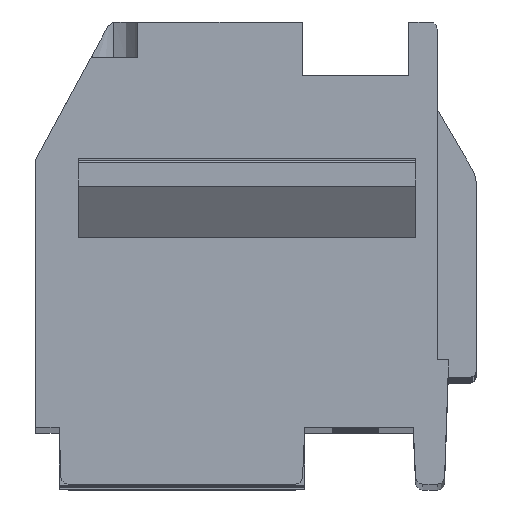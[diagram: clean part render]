
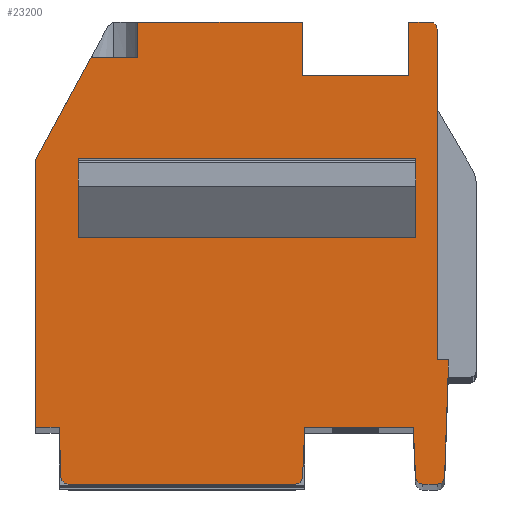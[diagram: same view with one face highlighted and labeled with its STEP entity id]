
A CAD part, top view. The second image highlights one B-rep face of the part: STEP entity #23200.
In plain terms, the highlighted planar face has unit normal (0, 0, 1).
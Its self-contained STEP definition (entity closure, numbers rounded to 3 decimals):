
#34=DIRECTION('',(0.,1.,0.));
#35=VECTOR('',#34,1.55);
#36=CARTESIAN_POINT('',(-5.188,0.15,92.5));
#37=LINE('',#36,#35);
#38=DIRECTION('',(-1.,0.,0.));
#39=VECTOR('',#38,9.5);
#40=CARTESIAN_POINT('',(4.312,0.15,92.5));
#41=LINE('',#40,#39);
#42=DIRECTION('',(0.,1.,0.));
#43=VECTOR('',#42,1.55);
#44=CARTESIAN_POINT('',(4.312,0.15,92.5));
#45=LINE('',#44,#43);
#46=DIRECTION('',(-1.,0.,0.));
#47=VECTOR('',#46,9.5);
#48=CARTESIAN_POINT('',(4.312,1.7,92.5));
#49=LINE('',#48,#47);
#50=DIRECTION('',(0.,-1.,0.));
#51=VECTOR('',#50,7.041);
#52=CARTESIAN_POINT('',(4.912,3.741,92.5));
#53=LINE('',#52,#51);
#54=DIRECTION('',(1.,0.,0.));
#55=VECTOR('',#54,0.32);
#56=CARTESIAN_POINT('',(4.912,-3.3,92.5));
#57=LINE('',#56,#55);
#58=DIRECTION('',(-0.035,-0.999,0.));
#59=VECTOR('',#58,0.502);
#60=CARTESIAN_POINT('',(5.232,-3.3,92.5));
#61=LINE('',#60,#59);
#62=DIRECTION('',(0.035,0.999,0.));
#63=VECTOR('',#62,2.807);
#64=CARTESIAN_POINT('',(5.116,-6.607,92.5));
#65=LINE('',#64,#63);
#66=CARTESIAN_POINT('',(4.916,-6.6,92.5));
#67=DIRECTION('',(0.,0.,-1.));
#68=DIRECTION('',(0.999,-0.035,0.));
#69=AXIS2_PLACEMENT_3D('',#66,#67,#68);
#71=DIRECTION('',(-1.,0.,0.));
#72=VECTOR('',#71,0.416);
#73=CARTESIAN_POINT('',(4.916,-6.8,92.5));
#74=LINE('',#73,#72);
#75=CARTESIAN_POINT('',(4.501,-6.6,92.5));
#76=DIRECTION('',(0.,0.,-1.));
#77=DIRECTION('',(0.,-1.,0.));
#78=AXIS2_PLACEMENT_3D('',#75,#76,#77);
#80=DIRECTION('',(-0.045,0.999,0.));
#81=VECTOR('',#80,1.411);
#82=CARTESIAN_POINT('',(4.301,-6.609,92.5));
#83=LINE('',#82,#81);
#84=DIRECTION('',(-1.,0.,0.));
#85=VECTOR('',#84,3.052);
#86=CARTESIAN_POINT('',(4.237,-5.2,92.5));
#87=LINE('',#86,#85);
#88=DIRECTION('',(0.045,0.999,0.));
#89=VECTOR('',#88,1.411);
#90=CARTESIAN_POINT('',(1.12,-6.609,92.5));
#91=LINE('',#90,#89);
#92=CARTESIAN_POINT('',(0.92,-6.6,92.5));
#93=DIRECTION('',(0.,0.,1.));
#94=DIRECTION('',(0.,-1.,0.));
#95=AXIS2_PLACEMENT_3D('',#92,#93,#94);
#97=DIRECTION('',(1.,0.,0.));
#98=VECTOR('',#97,6.396);
#99=CARTESIAN_POINT('',(-5.475,-6.8,92.5));
#100=LINE('',#99,#98);
#101=CARTESIAN_POINT('',(-5.475,-6.6,92.5));
#102=DIRECTION('',(0.,0.,1.));
#103=DIRECTION('',(-0.999,-0.035,0.));
#104=AXIS2_PLACEMENT_3D('',#101,#102,#103);
#106=DIRECTION('',(0.035,-0.999,0.));
#107=VECTOR('',#106,1.408);
#108=CARTESIAN_POINT('',(-5.724,-5.2,92.5));
#109=LINE('',#108,#107);
#110=DIRECTION('',(1.,0.,0.));
#111=VECTOR('',#110,0.664);
#112=CARTESIAN_POINT('',(-6.388,-5.2,92.5));
#113=LINE('',#112,#111);
#114=DIRECTION('',(0.,1.,0.));
#115=VECTOR('',#114,7.53);
#116=CARTESIAN_POINT('',(-6.388,-5.2,92.5));
#117=LINE('',#116,#115);
#118=DIRECTION('',(-0.477,-0.879,0.));
#119=VECTOR('',#118,3.266);
#120=CARTESIAN_POINT('',(-4.83,5.2,92.5));
#121=LINE('',#120,#119);
#122=DIRECTION('',(1.,0.,0.));
#123=VECTOR('',#122,1.316);
#124=CARTESIAN_POINT('',(-4.83,5.2,92.5));
#125=LINE('',#124,#123);
#126=DIRECTION('',(0.,1.,0.));
#127=VECTOR('',#126,1.);
#128=CARTESIAN_POINT('',(-3.514,5.2,92.5));
#129=LINE('',#128,#127);
#130=DIRECTION('',(-1.,0.,0.));
#131=VECTOR('',#130,4.626);
#132=CARTESIAN_POINT('',(1.112,6.2,92.5));
#133=LINE('',#132,#131);
#134=DIRECTION('',(0.,-1.,0.));
#135=VECTOR('',#134,1.5);
#136=CARTESIAN_POINT('',(1.112,6.2,92.5));
#137=LINE('',#136,#135);
#138=DIRECTION('',(1.,0.,0.));
#139=VECTOR('',#138,3.);
#140=CARTESIAN_POINT('',(1.112,4.7,92.5));
#141=LINE('',#140,#139);
#142=DIRECTION('',(0.,-1.,0.));
#143=VECTOR('',#142,1.5);
#144=CARTESIAN_POINT('',(4.112,6.2,92.5));
#145=LINE('',#144,#143);
#146=DIRECTION('',(-1.,0.,0.));
#147=VECTOR('',#146,0.6);
#148=CARTESIAN_POINT('',(4.712,6.2,92.5));
#149=LINE('',#148,#147);
#150=CARTESIAN_POINT('',(4.712,6.,92.5));
#151=DIRECTION('',(0.,0.,1.));
#152=DIRECTION('',(1.,0.,0.));
#153=AXIS2_PLACEMENT_3D('',#150,#151,#152);
#155=DIRECTION('',(0.,1.,0.));
#156=VECTOR('',#155,2.259);
#157=CARTESIAN_POINT('',(4.912,3.741,92.5));
#158=LINE('',#157,#156);
#18085=CARTESIAN_POINT('',(4.916,-6.8,92.5));
#18086=CARTESIAN_POINT('',(4.501,-6.8,92.5));
#18087=VERTEX_POINT('',#18085);
#18088=VERTEX_POINT('',#18086);
#18089=CARTESIAN_POINT('',(5.116,-6.607,92.5));
#18090=VERTEX_POINT('',#18089);
#18091=CARTESIAN_POINT('',(-6.388,-5.2,92.5));
#18092=CARTESIAN_POINT('',(-6.388,2.33,92.5));
#18093=VERTEX_POINT('',#18091);
#18094=VERTEX_POINT('',#18092);
#18095=CARTESIAN_POINT('',(4.301,-6.609,92.5));
#18096=CARTESIAN_POINT('',(4.237,-5.2,92.5));
#18097=VERTEX_POINT('',#18095);
#18098=VERTEX_POINT('',#18096);
#18132=CARTESIAN_POINT('',(-4.83,5.2,92.5));
#18133=CARTESIAN_POINT('',(-3.514,5.2,92.5));
#18134=VERTEX_POINT('',#18132);
#18135=VERTEX_POINT('',#18133);
#18136=CARTESIAN_POINT('',(-3.514,6.2,92.5));
#18137=VERTEX_POINT('',#18136);
#18183=CARTESIAN_POINT('',(-5.188,0.15,92.5));
#18184=CARTESIAN_POINT('',(-5.188,1.7,92.5));
#18185=VERTEX_POINT('',#18183);
#18186=VERTEX_POINT('',#18184);
#18187=CARTESIAN_POINT('',(4.312,0.15,92.5));
#18188=CARTESIAN_POINT('',(4.312,1.7,92.5));
#18189=VERTEX_POINT('',#18187);
#18190=VERTEX_POINT('',#18188);
#18243=CARTESIAN_POINT('',(4.912,6.,92.5));
#18244=CARTESIAN_POINT('',(4.712,6.2,92.5));
#18245=VERTEX_POINT('',#18243);
#18246=VERTEX_POINT('',#18244);
#18392=CARTESIAN_POINT('',(4.112,6.2,92.5));
#18393=CARTESIAN_POINT('',(4.112,4.7,92.5));
#18394=VERTEX_POINT('',#18392);
#18395=VERTEX_POINT('',#18393);
#18396=CARTESIAN_POINT('',(1.112,6.2,92.5));
#18397=CARTESIAN_POINT('',(1.112,4.7,92.5));
#18398=VERTEX_POINT('',#18396);
#18399=VERTEX_POINT('',#18397);
#18470=CARTESIAN_POINT('',(-5.675,-6.607,92.5));
#18471=CARTESIAN_POINT('',(-5.475,-6.8,92.5));
#18472=VERTEX_POINT('',#18470);
#18473=VERTEX_POINT('',#18471);
#18474=CARTESIAN_POINT('',(0.92,-6.8,92.5));
#18475=VERTEX_POINT('',#18474);
#18476=CARTESIAN_POINT('',(1.12,-6.609,92.5));
#18477=VERTEX_POINT('',#18476);
#18486=CARTESIAN_POINT('',(1.184,-5.2,92.5));
#18488=VERTEX_POINT('',#18486);
#18492=CARTESIAN_POINT('',(-5.724,-5.2,92.5));
#18493=VERTEX_POINT('',#18492);
#23123=CARTESIAN_POINT('',(4.912,3.741,92.5));
#23124=CARTESIAN_POINT('',(4.912,-3.3,92.5));
#23125=VERTEX_POINT('',#23123);
#23126=VERTEX_POINT('',#23124);
#23127=CARTESIAN_POINT('',(5.232,-3.3,92.5));
#23128=VERTEX_POINT('',#23127);
#23129=CARTESIAN_POINT('',(5.214,-3.802,92.5));
#23130=VERTEX_POINT('',#23129);
#23131=CARTESIAN_POINT('',(0.,0.,92.5));
#23132=DIRECTION('',(0.,0.,1.));
#23133=DIRECTION('',(1.,0.,0.));
#23134=AXIS2_PLACEMENT_3D('',#23131,#23132,#23133);
#23135=PLANE('',#23134);
#23137=ORIENTED_EDGE('',*,*,#23136,.T.);
#23139=ORIENTED_EDGE('',*,*,#23138,.T.);
#23141=ORIENTED_EDGE('',*,*,#23140,.T.);
#23143=ORIENTED_EDGE('',*,*,#23142,.F.);
#23145=ORIENTED_EDGE('',*,*,#23144,.T.);
#23147=ORIENTED_EDGE('',*,*,#23146,.T.);
#23149=ORIENTED_EDGE('',*,*,#23148,.T.);
#23151=ORIENTED_EDGE('',*,*,#23150,.T.);
#23153=ORIENTED_EDGE('',*,*,#23152,.T.);
#23155=ORIENTED_EDGE('',*,*,#23154,.F.);
#23157=ORIENTED_EDGE('',*,*,#23156,.F.);
#23159=ORIENTED_EDGE('',*,*,#23158,.F.);
#23161=ORIENTED_EDGE('',*,*,#23160,.F.);
#23163=ORIENTED_EDGE('',*,*,#23162,.F.);
#23165=ORIENTED_EDGE('',*,*,#23164,.F.);
#23167=ORIENTED_EDGE('',*,*,#23166,.T.);
#23169=ORIENTED_EDGE('',*,*,#23168,.F.);
#23171=ORIENTED_EDGE('',*,*,#23170,.T.);
#23173=ORIENTED_EDGE('',*,*,#23172,.T.);
#23175=ORIENTED_EDGE('',*,*,#23174,.F.);
#23177=ORIENTED_EDGE('',*,*,#23176,.T.);
#23179=ORIENTED_EDGE('',*,*,#23178,.T.);
#23181=ORIENTED_EDGE('',*,*,#23180,.F.);
#23183=ORIENTED_EDGE('',*,*,#23182,.F.);
#23185=ORIENTED_EDGE('',*,*,#23184,.F.);
#23187=ORIENTED_EDGE('',*,*,#23186,.F.);
#23188=EDGE_LOOP('',(#23137,#23139,#23141,#23143,#23145,#23147,#23149,#23151,
#23153,#23155,#23157,#23159,#23161,#23163,#23165,#23167,#23169,#23171,#23173,
#23175,#23177,#23179,#23181,#23183,#23185,#23187));
#23189=FACE_OUTER_BOUND('',#23188,.F.);
#23191=ORIENTED_EDGE('',*,*,#23190,.F.);
#23193=ORIENTED_EDGE('',*,*,#23192,.F.);
#23195=ORIENTED_EDGE('',*,*,#23194,.T.);
#23197=ORIENTED_EDGE('',*,*,#23196,.T.);
#23198=EDGE_LOOP('',(#23191,#23193,#23195,#23197));
#23199=FACE_BOUND('',#23198,.F.);
#70=CIRCLE('',#69,0.2);
#79=CIRCLE('',#78,0.2);
#96=CIRCLE('',#95,0.2);
#105=CIRCLE('',#104,0.2);
#154=CIRCLE('',#153,0.2);
#23136=EDGE_CURVE('',#23125,#23126,#53,.T.);
#23138=EDGE_CURVE('',#23126,#23128,#57,.T.);
#23140=EDGE_CURVE('',#23128,#23130,#61,.T.);
#23142=EDGE_CURVE('',#18090,#23130,#65,.T.);
#23144=EDGE_CURVE('',#18090,#18087,#70,.T.);
#23146=EDGE_CURVE('',#18087,#18088,#74,.T.);
#23148=EDGE_CURVE('',#18088,#18097,#79,.T.);
#23150=EDGE_CURVE('',#18097,#18098,#83,.T.);
#23152=EDGE_CURVE('',#18098,#18488,#87,.T.);
#23154=EDGE_CURVE('',#18477,#18488,#91,.T.);
#23156=EDGE_CURVE('',#18475,#18477,#96,.T.);
#23158=EDGE_CURVE('',#18473,#18475,#100,.T.);
#23160=EDGE_CURVE('',#18472,#18473,#105,.T.);
#23162=EDGE_CURVE('',#18493,#18472,#109,.T.);
#23164=EDGE_CURVE('',#18093,#18493,#113,.T.);
#23166=EDGE_CURVE('',#18093,#18094,#117,.T.);
#23168=EDGE_CURVE('',#18134,#18094,#121,.T.);
#23170=EDGE_CURVE('',#18134,#18135,#125,.T.);
#23172=EDGE_CURVE('',#18135,#18137,#129,.T.);
#23174=EDGE_CURVE('',#18398,#18137,#133,.T.);
#23176=EDGE_CURVE('',#18398,#18399,#137,.T.);
#23178=EDGE_CURVE('',#18399,#18395,#141,.T.);
#23180=EDGE_CURVE('',#18394,#18395,#145,.T.);
#23182=EDGE_CURVE('',#18246,#18394,#149,.T.);
#23184=EDGE_CURVE('',#18245,#18246,#154,.T.);
#23186=EDGE_CURVE('',#23125,#18245,#158,.T.);
#23190=EDGE_CURVE('',#18185,#18186,#37,.T.);
#23192=EDGE_CURVE('',#18189,#18185,#41,.T.);
#23194=EDGE_CURVE('',#18189,#18190,#45,.T.);
#23196=EDGE_CURVE('',#18190,#18186,#49,.T.);
#23200=ADVANCED_FACE('',(#23189,#23199),#23135,.T.);
